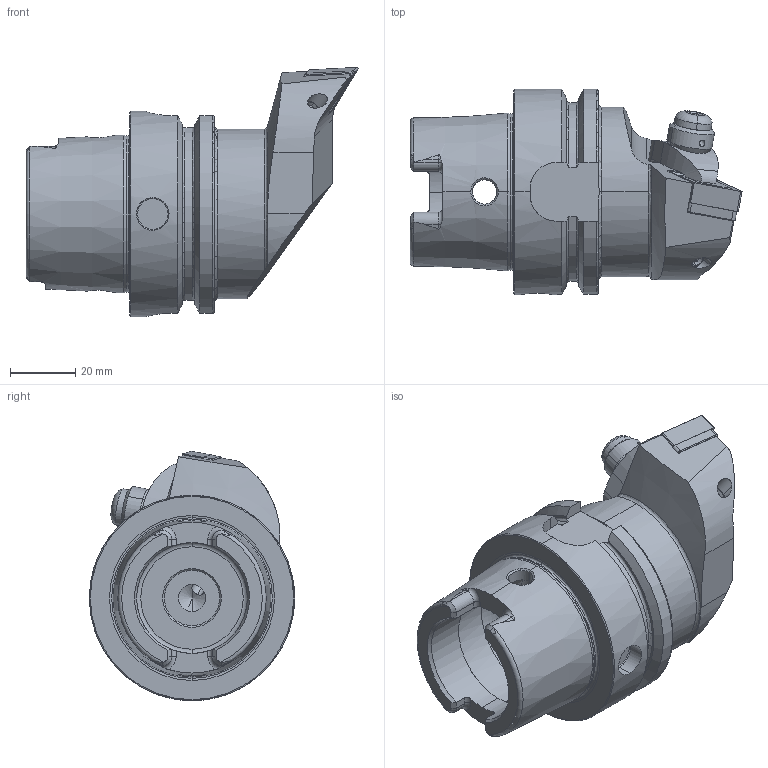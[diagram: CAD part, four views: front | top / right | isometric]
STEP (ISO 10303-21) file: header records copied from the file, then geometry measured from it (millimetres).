
FILE_DESCRIPTION (( 'STEP AP214' ), '1' );
FILE_NAME ('HA6.KDF.LJA.070.STEP', '2014-09-03T09:35:55', ( 'baer' ), ( 'Hewlett-Packard Company' ), 'SwSTEP 2.0', 'SolidWorks 2012', '' );
FILE_SCHEMA (( 'AUTOMOTIVE_DESIGN' ));
Length unit declared in the file: millimetre
Products named in the file (10): KVT_MB_600_050; WCC-ER4.103.032_A; WCC-ER5.102.012_B; WCC-ER5.102.005_A; WCC-ER3.102.024_C; DNMG150604; WCC-ER2.001.010_A; WDF-ER2.101.003_A; HA6-KDF.LJA.070_B; HA6.KDF.LJA.070
Assembly tree (9 placements, depth 2):
  HA6.KDF.LJA.070
    HA6-KDF.LJA.070_B
    WDF-ER2.101.003_A
    WCC-ER2.001.010_A
    DNMG150604
    WCC-ER3.102.024_C
    WCC-ER5.102.005_A
    WCC-ER5.102.012_B
    WCC-ER4.103.032_A
    KVT_MB_600_050
Bounding box: 101.9 x 63 x 76.5 mm (x, y, z)
Volume: 141443.9 mm3; surface area: 34659.6 mm2
Topology: 10 solids, 10 shells, 457 faces, 1148 edges, 699 vertices
Faces by surface type: cylinder 149, plane 123, cone 106, torus 61, bspline 16, sphere 2
Entity records: 17318 total; most frequent: CARTESIAN_POINT 5071, ORIENTED_EDGE 2258, DIRECTION 2209, EDGE_CURVE 1129, AXIS2_PLACEMENT_3D 888, VERTEX_POINT 696, EDGE_LOOP 485, ADVANCED_FACE 457
